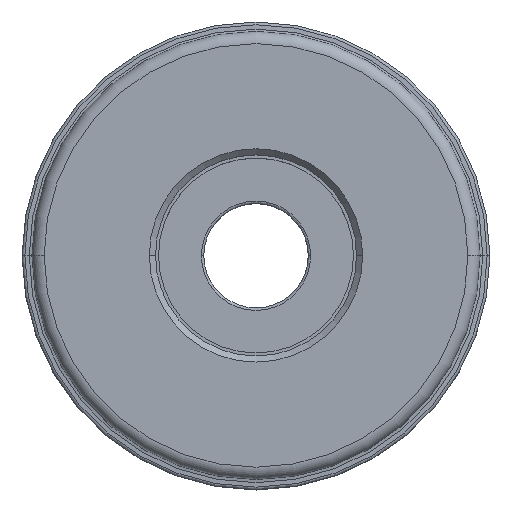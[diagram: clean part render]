
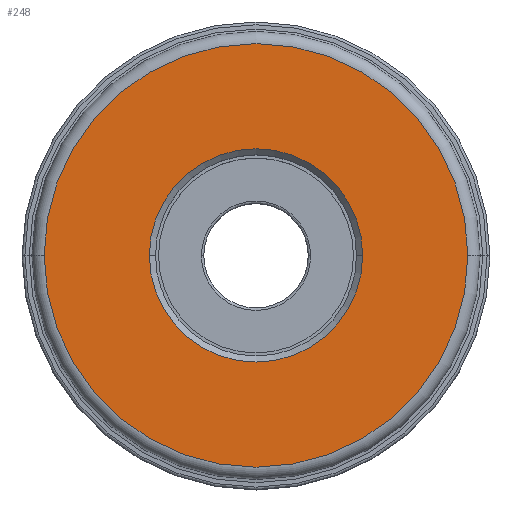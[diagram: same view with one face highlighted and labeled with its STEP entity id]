
A CAD part, top view. The second image highlights one B-rep face of the part: STEP entity #248.
In plain terms, the highlighted planar face has unit normal (0, 0, 1).
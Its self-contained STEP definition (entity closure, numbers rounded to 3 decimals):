
#248=ADVANCED_FACE('',(#315,#316),#308,.F.);
#308=PLANE('',#1626);
#315=FACE_BOUND('',#359,.T.);
#316=FACE_BOUND('',#360,.T.);
#359=EDGE_LOOP('',(#559,#560));
#360=EDGE_LOOP('',(#561,#562));
#559=ORIENTED_EDGE('',*,*,#981,.T.);
#560=ORIENTED_EDGE('',*,*,#982,.T.);
#561=ORIENTED_EDGE('',*,*,#983,.T.);
#562=ORIENTED_EDGE('',*,*,#984,.T.);
#843=VERTEX_POINT('',#2561);
#844=VERTEX_POINT('',#2562);
#845=VERTEX_POINT('',#2565);
#846=VERTEX_POINT('',#2566);
#981=EDGE_CURVE('',#843,#844,#1167,.T.);
#982=EDGE_CURVE('',#844,#843,#1168,.T.);
#983=EDGE_CURVE('',#845,#846,#1169,.T.);
#984=EDGE_CURVE('',#846,#845,#1170,.T.);
#1167=CIRCLE('',#1622,34.5);
#1168=CIRCLE('',#1623,34.5);
#1169=CIRCLE('',#1624,17.375);
#1170=CIRCLE('',#1625,17.375);
#1622=AXIS2_PLACEMENT_3D('',#2560,#2001,#2002);
#1623=AXIS2_PLACEMENT_3D('',#2563,#2003,#2004);
#1624=AXIS2_PLACEMENT_3D('',#2564,#2005,#2006);
#1625=AXIS2_PLACEMENT_3D('',#2567,#2007,#2008);
#1626=AXIS2_PLACEMENT_3D('',#2568,#2009,#2010);
#2001=DIRECTION('',(0.,0.,1.));
#2002=DIRECTION('',(1.,0.,0.));
#2003=DIRECTION('',(0.,0.,1.));
#2004=DIRECTION('',(-1.,0.,0.));
#2005=DIRECTION('',(0.,0.,-1.));
#2006=DIRECTION('',(-1.,0.,0.));
#2007=DIRECTION('',(0.,0.,-1.));
#2008=DIRECTION('',(1.,0.,0.));
#2009=DIRECTION('',(0.,0.,-1.));
#2010=DIRECTION('',(1.,0.,0.));
#2560=CARTESIAN_POINT('',(0.,0.,0.));
#2561=CARTESIAN_POINT('',(34.5,0.,0.));
#2562=CARTESIAN_POINT('',(-34.5,0.,0.));
#2563=CARTESIAN_POINT('',(0.,0.,0.));
#2564=CARTESIAN_POINT('',(0.,0.,0.));
#2565=CARTESIAN_POINT('',(-17.375,0.,0.));
#2566=CARTESIAN_POINT('',(17.375,0.,0.));
#2567=CARTESIAN_POINT('',(0.,0.,0.));
#2568=CARTESIAN_POINT('',(0.,0.,0.));
